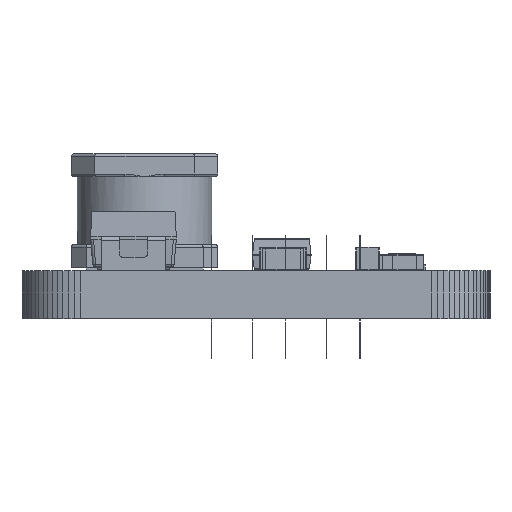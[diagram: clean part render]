
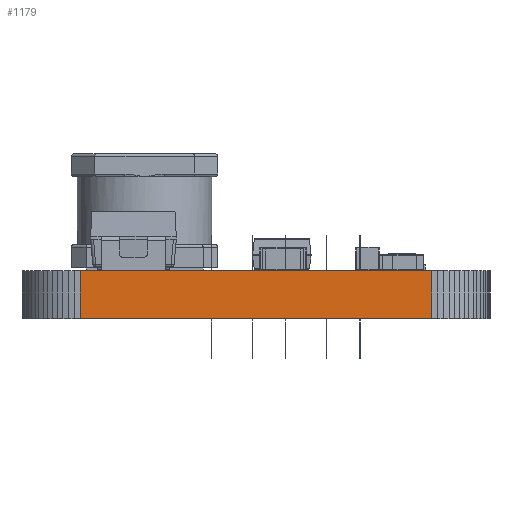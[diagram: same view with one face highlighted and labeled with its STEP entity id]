
A CAD part, left-side view. The second image highlights one B-rep face of the part: STEP entity #1179.
In plain terms, the highlighted planar face has unit normal (-1, 0, 0).
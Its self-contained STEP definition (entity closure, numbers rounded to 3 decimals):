
#1123 = VERTEX_POINT('',#1124);
#1124 = CARTESIAN_POINT('',(-0.043,-1.957,0.82));
#1130 = EDGE_CURVE('',#1131,#1123,#1133,.T.);
#1131 = VERTEX_POINT('',#1132);
#1132 = CARTESIAN_POINT('',(-0.043,-1.957,-0.82));
#1133 = LINE('',#1134,#1135);
#1134 = CARTESIAN_POINT('',(-0.043,-1.957,-0.82));
#1135 = VECTOR('',#1136,1.);
#1136 = DIRECTION('',(0.,0.,1.));
#1179 = ADVANCED_FACE('',(#1180),#1205,.F.);
#1180 = FACE_BOUND('',#1181,.F.);
#1181 = EDGE_LOOP('',(#1182,#1183,#1191,#1199));
#1182 = ORIENTED_EDGE('',*,*,#1130,.T.);
#1183 = ORIENTED_EDGE('',*,*,#1184,.T.);
#1184 = EDGE_CURVE('',#1123,#1185,#1187,.T.);
#1185 = VERTEX_POINT('',#1186);
#1186 = CARTESIAN_POINT('',(-0.043,-13.957,0.82));
#1187 = LINE('',#1188,#1189);
#1188 = CARTESIAN_POINT('',(-0.043,-1.957,0.82));
#1189 = VECTOR('',#1190,1.);
#1190 = DIRECTION('',(0.,-1.,0.));
#1191 = ORIENTED_EDGE('',*,*,#1192,.F.);
#1192 = EDGE_CURVE('',#1193,#1185,#1195,.T.);
#1193 = VERTEX_POINT('',#1194);
#1194 = CARTESIAN_POINT('',(-0.043,-13.957,-0.82));
#1195 = LINE('',#1196,#1197);
#1196 = CARTESIAN_POINT('',(-0.043,-13.957,-0.82));
#1197 = VECTOR('',#1198,1.);
#1198 = DIRECTION('',(0.,0.,1.));
#1199 = ORIENTED_EDGE('',*,*,#1200,.F.);
#1200 = EDGE_CURVE('',#1131,#1193,#1201,.T.);
#1201 = LINE('',#1202,#1203);
#1202 = CARTESIAN_POINT('',(-0.043,-1.957,-0.82));
#1203 = VECTOR('',#1204,1.);
#1204 = DIRECTION('',(0.,-1.,0.));
#1205 = PLANE('',#1206);
#1206 = AXIS2_PLACEMENT_3D('',#1207,#1208,#1209);
#1207 = CARTESIAN_POINT('',(-0.043,-1.957,-0.82));
#1208 = DIRECTION('',(1.,0.,0.));
#1209 = DIRECTION('',(0.,-1.,0.));
